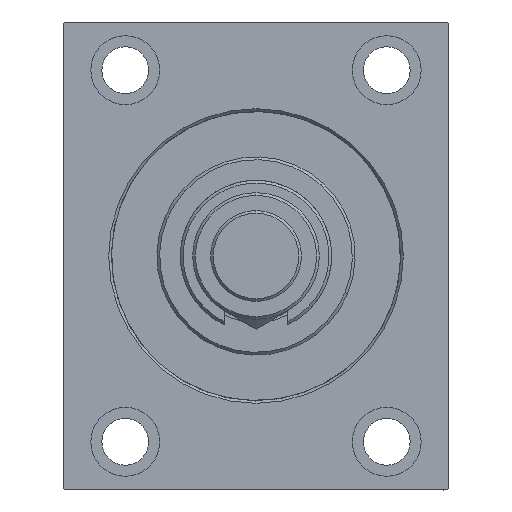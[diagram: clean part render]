
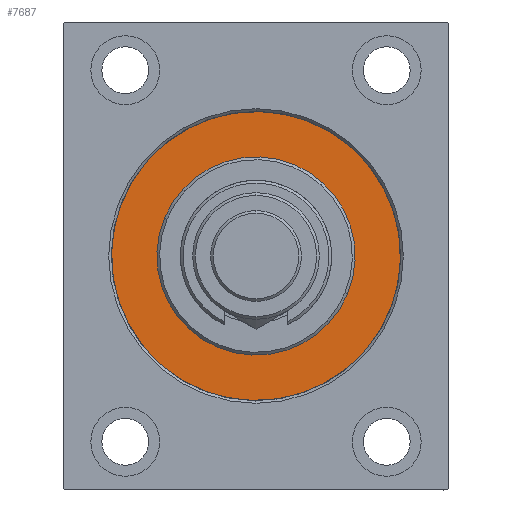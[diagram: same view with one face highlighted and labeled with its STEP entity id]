
A CAD part, left-side view. The second image highlights one B-rep face of the part: STEP entity #7687.
In plain terms, the highlighted face is planar.
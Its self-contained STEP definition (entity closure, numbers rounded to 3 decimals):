
#298 = CARTESIAN_POINT ( 'NONE',  ( 0., 0., 0. ) ) ;
#1601 = CARTESIAN_POINT ( 'NONE',  ( 0., 0., 0. ) ) ;
#2350 = FACE_OUTER_BOUND ( 'NONE', #35265, .T. ) ;
#2481 = CARTESIAN_POINT ( 'NONE',  ( 0., 0., -36. ) ) ;
#2754 = DIRECTION ( 'NONE',  ( 1., 0., 0. ) ) ;
#3291 = DIRECTION ( 'NONE',  ( 1., 0., 0. ) ) ;
#3874 = CARTESIAN_POINT ( 'NONE',  ( 0., 0., 0. ) ) ;
#4109 = DIRECTION ( 'NONE',  ( -1., 0., 0. ) ) ;
#5001 = VERTEX_POINT ( 'NONE', #20245 ) ;
#6326 = DIRECTION ( 'NONE',  ( 0., 0., -1. ) ) ;
#7687 = ADVANCED_FACE ( 'NONE', ( #34947, #2350 ), #17839, .F. ) ;
#7821 = CIRCLE ( 'NONE', #13931, 52.5 ) ;
#8426 = EDGE_CURVE ( 'NONE', #39790, #5001, #37947, .T. ) ;
#9885 = DIRECTION ( 'NONE',  ( -1., 0., 0. ) ) ;
#12175 = AXIS2_PLACEMENT_3D ( 'NONE', #33232, #3291, #17827 ) ;
#13462 = CARTESIAN_POINT ( 'NONE',  ( 0., 0., 52.5 ) ) ;
#13931 = AXIS2_PLACEMENT_3D ( 'NONE', #1601, #9885, #25346 ) ;
#14205 = EDGE_CURVE ( 'NONE', #21479, #45331, #22804, .T. ) ;
#17827 = DIRECTION ( 'NONE',  ( 0., 0., -1. ) ) ;
#17839 = PLANE ( 'NONE',  #21974 ) ;
#18645 = DIRECTION ( 'NONE',  ( 0., 0., 1. ) ) ;
#20245 = CARTESIAN_POINT ( 'NONE',  ( 0., 0., -52.5 ) ) ;
#20439 = CARTESIAN_POINT ( 'NONE',  ( 0., 0., 36. ) ) ;
#20841 = ORIENTED_EDGE ( 'NONE', *, *, #14205, .F. ) ;
#21295 = ORIENTED_EDGE ( 'NONE', *, *, #25443, .F. ) ;
#21479 = VERTEX_POINT ( 'NONE', #2481 ) ;
#21974 = AXIS2_PLACEMENT_3D ( 'NONE', #31629, #24500, #28536 ) ;
#22118 = AXIS2_PLACEMENT_3D ( 'NONE', #298, #2754, #6326 ) ;
#22804 = CIRCLE ( 'NONE', #12175, 36. ) ;
#24500 = DIRECTION ( 'NONE',  ( -1., 0., 0. ) ) ;
#24885 = ORIENTED_EDGE ( 'NONE', *, *, #8426, .F. ) ;
#25346 = DIRECTION ( 'NONE',  ( 0., 0., 1. ) ) ;
#25443 = EDGE_CURVE ( 'NONE', #5001, #39790, #7821, .T. ) ;
#28536 = DIRECTION ( 'NONE',  ( 0., 0., 1. ) ) ;
#30310 = EDGE_LOOP ( 'NONE', ( #44342, #20841 ) ) ;
#31629 = CARTESIAN_POINT ( 'NONE',  ( 0., 0., 0. ) ) ;
#32307 = EDGE_CURVE ( 'NONE', #45331, #21479, #39574, .T. ) ;
#33232 = CARTESIAN_POINT ( 'NONE',  ( 0., 0., 0. ) ) ;
#34139 = AXIS2_PLACEMENT_3D ( 'NONE', #3874, #4109, #18645 ) ;
#34947 = FACE_BOUND ( 'NONE', #30310, .T. ) ;
#35265 = EDGE_LOOP ( 'NONE', ( #21295, #24885 ) ) ;
#37947 = CIRCLE ( 'NONE', #34139, 52.5 ) ;
#39574 = CIRCLE ( 'NONE', #22118, 36. ) ;
#39790 = VERTEX_POINT ( 'NONE', #13462 ) ;
#44342 = ORIENTED_EDGE ( 'NONE', *, *, #32307, .F. ) ;
#45331 = VERTEX_POINT ( 'NONE', #20439 ) ;
